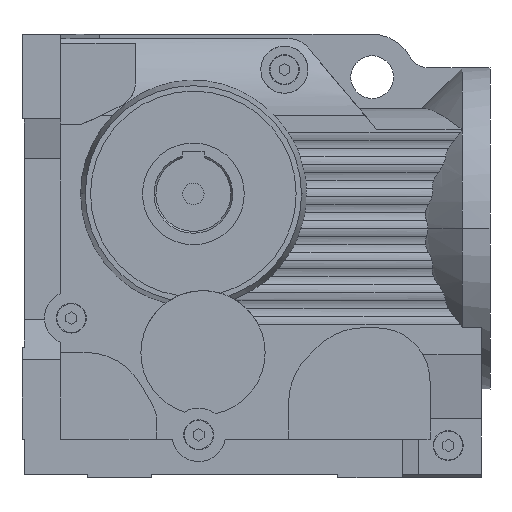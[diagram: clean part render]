
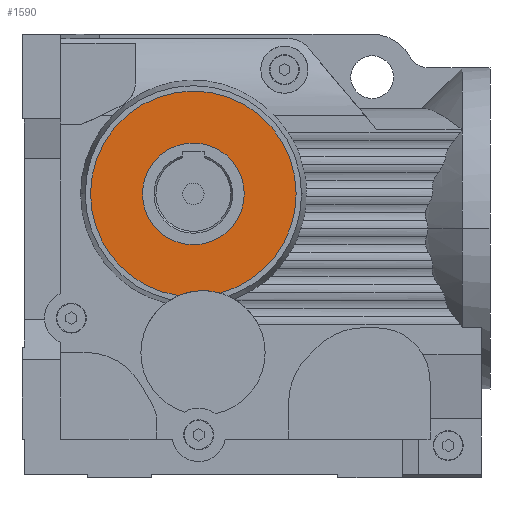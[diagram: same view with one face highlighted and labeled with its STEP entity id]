
A CAD part, front view. The second image highlights one B-rep face of the part: STEP entity #1590.
In plain terms, the highlighted planar face has unit normal (0, -1, 0).
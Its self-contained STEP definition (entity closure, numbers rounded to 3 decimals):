
#1590=ADVANCED_FACE('NONE',(#3350,#3351),#3352,.T.);
#3350=FACE_BOUND('',#5472,.T.);
#3351=FACE_OUTER_BOUND('',#5473,.T.);
#3352=PLANE('',#5474);
#5472=EDGE_LOOP('',(#10381,#10382,#10383));
#5473=EDGE_LOOP('',(#10384,#10385,#10386,#10387));
#5474=AXIS2_PLACEMENT_3D('',#10388,#10389,#10390);
#10381=ORIENTED_EDGE('',*,*,#11939,.T.);
#10382=ORIENTED_EDGE('',*,*,#11954,.T.);
#10383=ORIENTED_EDGE('',*,*,#11940,.T.);
#10384=ORIENTED_EDGE('',*,*,#13159,.F.);
#10385=ORIENTED_EDGE('',*,*,#13574,.T.);
#10386=ORIENTED_EDGE('',*,*,#13444,.F.);
#10387=ORIENTED_EDGE('',*,*,#13154,.F.);
#10388=CARTESIAN_POINT('',(0.0,-146.0,96.0));
#10389=DIRECTION('',(0.0,-1.0,0.0));
#10390=DIRECTION('',(1.0,0.0,0.0));
#11939=EDGE_CURVE('',#14449,#14446,#14450,.T.);
#11940=EDGE_CURVE('',#14451,#14449,#14452,.T.);
#11954=EDGE_CURVE('',#14446,#14451,#14472,.T.);
#13154=EDGE_CURVE('NONE',#16212,#16213,#16214,.T.);
#13159=EDGE_CURVE('NONE',#16221,#16212,#16222,.T.);
#13444=EDGE_CURVE('NONE',#16213,#16684,#16685,.T.);
#13574=EDGE_CURVE('NONE',#16221,#16684,#16861,.T.);
#14446=VERTEX_POINT('',#19112);
#14449=VERTEX_POINT('',#19116);
#14450=CIRCLE('',#19117,47.5);
#14451=VERTEX_POINT('',#19118);
#14452=CIRCLE('',#19119,47.5);
#14472=CIRCLE('',#19142,47.5);
#16212=VERTEX_POINT('NONE',#23049);
#16213=VERTEX_POINT('NONE',#23050);
#16214=CIRCLE('',#23051,96.0);
#16221=VERTEX_POINT('NONE',#23060);
#16222=CIRCLE('',#23061,96.0);
#16684=VERTEX_POINT('NONE',#24170);
#16685=CIRCLE('',#24171,96.0);
#16861=CIRCLE('',#24483,58.0);
#19112=CARTESIAN_POINT('',(0.,-146.0,-47.5));
#19116=CARTESIAN_POINT('',(47.5,-146.0,0.0));
#19117=AXIS2_PLACEMENT_3D('',#25259,#25260,#25261);
#19118=CARTESIAN_POINT('',(0.,-146.0,47.5));
#19119=AXIS2_PLACEMENT_3D('',#25262,#25263,#25264);
#19142=AXIS2_PLACEMENT_3D('',#25289,#25290,#25291);
#23049=CARTESIAN_POINT('',(-96.0,-146.0,0.0));
#23050=CARTESIAN_POINT('',(96.0,-146.0,0.));
#23051=AXIS2_PLACEMENT_3D('',#26299,#26300,#26301);
#23060=CARTESIAN_POINT('',(-13.789,-146.0,-95.005));
#23061=AXIS2_PLACEMENT_3D('',#26307,#26308,#26309);
#24170=CARTESIAN_POINT('',(25.174,-146.0,-92.641));
#24171=AXIS2_PLACEMENT_3D('',#26584,#26585,#26586);
#24483=AXIS2_PLACEMENT_3D('',#26720,#26721,#26722);
#25259=CARTESIAN_POINT('',(0.0,-146.0,0.0));
#25260=DIRECTION('',(-0.0,1.0,0.0));
#25261=DIRECTION('',(1.0,0.0,0.0));
#25262=CARTESIAN_POINT('',(0.0,-146.0,0.0));
#25263=DIRECTION('',(-0.0,1.0,0.0));
#25264=DIRECTION('',(1.0,0.0,0.0));
#25289=CARTESIAN_POINT('',(0.0,-146.0,0.0));
#25290=DIRECTION('',(-0.0,1.0,0.0));
#25291=DIRECTION('',(1.0,0.0,0.0));
#26299=CARTESIAN_POINT('',(0.0,-146.0,0.0));
#26300=DIRECTION('',(0.0,1.0,0.0));
#26301=DIRECTION('',(-1.0,0.0,0.0));
#26307=CARTESIAN_POINT('',(0.0,-146.0,0.0));
#26308=DIRECTION('',(0.0,1.0,0.0));
#26309=DIRECTION('',(-1.0,0.0,0.0));
#26584=CARTESIAN_POINT('',(0.0,-146.0,0.0));
#26585=DIRECTION('',(0.0,1.0,0.0));
#26586=DIRECTION('',(-1.0,0.0,0.0));
#26720=CARTESIAN_POINT('',(9.0,-146.0,-148.34));
#26721=DIRECTION('',(-0.0,1.0,0.0));
#26722=DIRECTION('',(1.0,0.0,0.));
